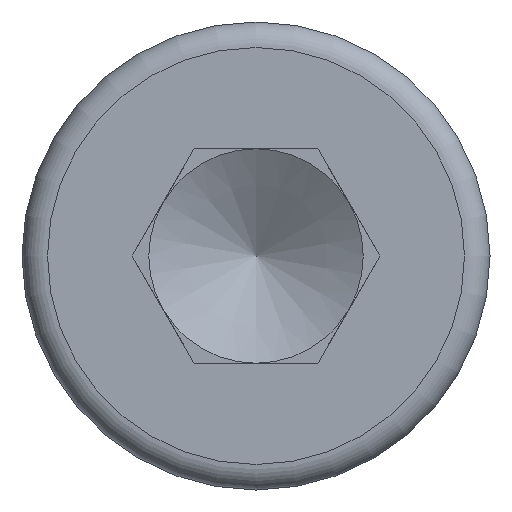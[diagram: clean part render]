
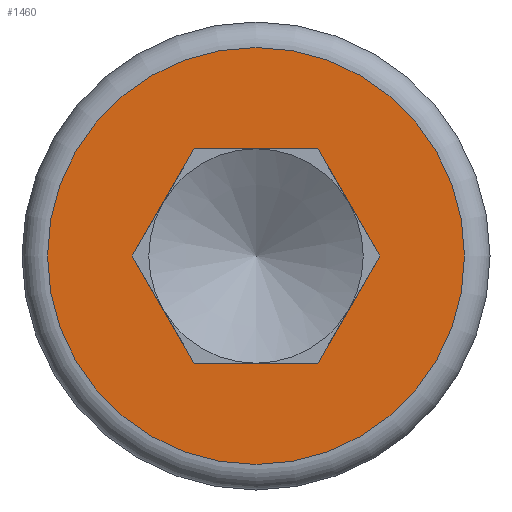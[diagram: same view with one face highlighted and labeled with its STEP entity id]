
A CAD part, left-side view. The second image highlights one B-rep face of the part: STEP entity #1460.
In plain terms, the highlighted planar face has unit normal (-1, 0, 0).
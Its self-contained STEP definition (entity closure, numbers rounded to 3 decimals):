
#30 = ORIENTED_EDGE ( 'NONE', *, *, #89, .F. ) ;
#40 = VERTEX_POINT ( 'NONE', #354 ) ;
#89 = EDGE_CURVE ( 'NONE', #2855, #1046, #738, .T. ) ;
#97 = CARTESIAN_POINT ( 'NONE',  ( 0., -0.727, 1.26 ) ) ;
#176 = EDGE_CURVE ( 'NONE', #2230, #2847, #1190, .T. ) ;
#177 = ORIENTED_EDGE ( 'NONE', *, *, #1021, .T. ) ;
#221 = CIRCLE ( 'NONE', #3302, 2.45 ) ;
#247 = ORIENTED_EDGE ( 'NONE', *, *, #176, .T. ) ;
#281 = ORIENTED_EDGE ( 'NONE', *, *, #1020, .F. ) ;
#336 = ORIENTED_EDGE ( 'NONE', *, *, #2375, .T. ) ;
#354 = CARTESIAN_POINT ( 'NONE',  ( 0., 1.455, 0. ) ) ;
#444 = DIRECTION ( 'NONE',  ( 0., 0.5, -0.866 ) ) ;
#460 = CARTESIAN_POINT ( 'NONE',  ( 0., -1.455, 0. ) ) ;
#549 = EDGE_CURVE ( 'NONE', #2855, #2230, #866, .T. ) ;
#614 = PLANE ( 'NONE',  #2699 ) ;
#627 = CARTESIAN_POINT ( 'NONE',  ( 0., 0.727, -1.26 ) ) ;
#666 = CARTESIAN_POINT ( 'NONE',  ( 0., 0.727, -1.26 ) ) ;
#738 = LINE ( 'NONE', #2278, #2535 ) ;
#743 = DIRECTION ( 'NONE',  ( -1., 0., 0. ) ) ;
#834 = LINE ( 'NONE', #2158, #1276 ) ;
#852 = DIRECTION ( 'NONE',  ( -1., 0., 0. ) ) ;
#866 = LINE ( 'NONE', #97, #1203 ) ;
#893 = EDGE_LOOP ( 'NONE', ( #336 ) ) ;
#1020 = EDGE_CURVE ( 'NONE', #40, #1531, #1916, .T. ) ;
#1021 = EDGE_CURVE ( 'NONE', #40, #1046, #834, .T. ) ;
#1046 = VERTEX_POINT ( 'NONE', #2737 ) ;
#1141 = CARTESIAN_POINT ( 'NONE',  ( 0., -1.455, 0. ) ) ;
#1186 = CARTESIAN_POINT ( 'NONE',  ( 0., -0.727, 1.26 ) ) ;
#1190 = LINE ( 'NONE', #460, #3261 ) ;
#1203 = VECTOR ( 'NONE', #3246, 1000. ) ;
#1276 = VECTOR ( 'NONE', #2931, 1000. ) ;
#1397 = VECTOR ( 'NONE', #1984, 1000. ) ;
#1429 = VERTEX_POINT ( 'NONE', #2195 ) ;
#1457 = CARTESIAN_POINT ( 'NONE',  ( 0., -0.727, -1.26 ) ) ;
#1460 = ADVANCED_FACE ( 'NONE', ( #2160, #3219 ), #614, .T. ) ;
#1531 = VERTEX_POINT ( 'NONE', #666 ) ;
#1622 = CARTESIAN_POINT ( 'NONE',  ( 0., 0., 0. ) ) ;
#1791 = DIRECTION ( 'NONE',  ( 0., 1., 0. ) ) ;
#1815 = EDGE_CURVE ( 'NONE', #1531, #2847, #1928, .T. ) ;
#1916 = LINE ( 'NONE', #2428, #2965 ) ;
#1928 = LINE ( 'NONE', #627, #1397 ) ;
#1984 = DIRECTION ( 'NONE',  ( 0., -1., 0. ) ) ;
#2158 = CARTESIAN_POINT ( 'NONE',  ( 0., 1.455, 0. ) ) ;
#2160 = FACE_BOUND ( 'NONE', #3339, .T. ) ;
#2195 = CARTESIAN_POINT ( 'NONE',  ( 0., 0., 2.45 ) ) ;
#2230 = VERTEX_POINT ( 'NONE', #1141 ) ;
#2278 = CARTESIAN_POINT ( 'NONE',  ( 0., -0.727, 1.26 ) ) ;
#2375 = EDGE_CURVE ( 'NONE', #1429, #1429, #221, .T. ) ;
#2428 = CARTESIAN_POINT ( 'NONE',  ( 0., 1.455, 0. ) ) ;
#2439 = DIRECTION ( 'NONE',  ( 0., -0.5, -0.866 ) ) ;
#2524 = CARTESIAN_POINT ( 'NONE',  ( 0., 0., 0. ) ) ;
#2535 = VECTOR ( 'NONE', #1791, 1000. ) ;
#2540 = DIRECTION ( 'NONE',  ( 0., 0., 1. ) ) ;
#2699 = AXIS2_PLACEMENT_3D ( 'NONE', #1622, #852, #3233 ) ;
#2737 = CARTESIAN_POINT ( 'NONE',  ( 0., 0.727, 1.26 ) ) ;
#2793 = ORIENTED_EDGE ( 'NONE', *, *, #549, .T. ) ;
#2847 = VERTEX_POINT ( 'NONE', #1457 ) ;
#2855 = VERTEX_POINT ( 'NONE', #1186 ) ;
#2931 = DIRECTION ( 'NONE',  ( 0., -0.5, 0.866 ) ) ;
#2965 = VECTOR ( 'NONE', #2439, 1000. ) ;
#3084 = ORIENTED_EDGE ( 'NONE', *, *, #1815, .F. ) ;
#3219 = FACE_OUTER_BOUND ( 'NONE', #893, .T. ) ;
#3233 = DIRECTION ( 'NONE',  ( 0., 0., 1. ) ) ;
#3246 = DIRECTION ( 'NONE',  ( 0., -0.5, -0.866 ) ) ;
#3261 = VECTOR ( 'NONE', #444, 1000. ) ;
#3302 = AXIS2_PLACEMENT_3D ( 'NONE', #2524, #743, #2540 ) ;
#3339 = EDGE_LOOP ( 'NONE', ( #177, #30, #2793, #247, #3084, #281 ) ) ;
